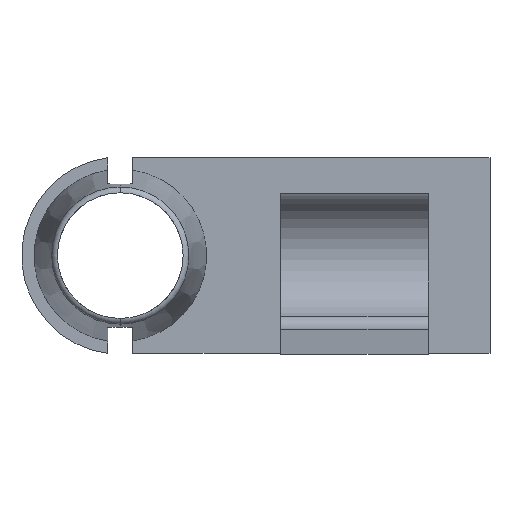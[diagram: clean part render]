
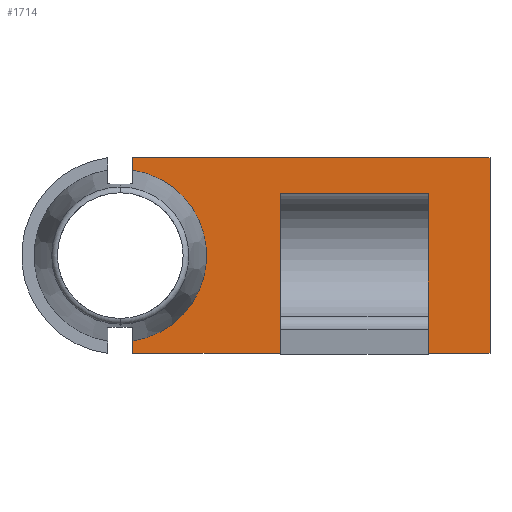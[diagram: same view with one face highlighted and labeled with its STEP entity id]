
A CAD part, front view. The second image highlights one B-rep face of the part: STEP entity #1714.
In plain terms, the highlighted planar face has unit normal (0, -1, 0).
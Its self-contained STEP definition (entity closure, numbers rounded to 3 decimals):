
#19 = ORIENTED_EDGE ( 'NONE', *, *, #1656, .F. ) ;
#20 = ORIENTED_EDGE ( 'NONE', *, *, #1627, .F. ) ;
#21 = ORIENTED_EDGE ( 'NONE', *, *, #1535, .T. ) ;
#22 = ORIENTED_EDGE ( 'NONE', *, *, #1595, .T. ) ;
#24 = ORIENTED_EDGE ( 'NONE', *, *, #1598, .F. ) ;
#25 = ORIENTED_EDGE ( 'NONE', *, *, #1505, .T. ) ;
#26 = ORIENTED_EDGE ( 'NONE', *, *, #1682, .T. ) ;
#27 = ORIENTED_EDGE ( 'NONE', *, *, #1634, .T. ) ;
#28 = ORIENTED_EDGE ( 'NONE', *, *, #1618, .F. ) ;
#30 = ORIENTED_EDGE ( 'NONE', *, *, #1597, .T. ) ;
#103 = VECTOR ( 'NONE', #385, 1000. ) ;
#114 = AXIS2_PLACEMENT_3D ( 'NONE', #440, #444, #445 ) ;
#133 = VECTOR ( 'NONE', #495, 1000. ) ;
#186 = FACE_OUTER_BOUND ( 'NONE', #1374, .T. ) ;
#192 = AXIS2_PLACEMENT_3D ( 'NONE', #605, #606, #607 ) ;
#246 = VECTOR ( 'NONE', #804, 1000. ) ;
#325 = LINE ( 'NONE', #326, #1897 ) ;
#326 = CARTESIAN_POINT ( 'NONE',  ( 30., -2.5, -7.937 ) ) ;
#327 = DIRECTION ( 'NONE',  ( -1., 0., 0. ) ) ;
#355 = LINE ( 'NONE', #356, #1343 ) ;
#356 = CARTESIAN_POINT ( 'NONE',  ( 30., -2.5, 7.937 ) ) ;
#357 = DIRECTION ( 'NONE',  ( 0., 0., -1. ) ) ;
#383 = LINE ( 'NONE', #384, #103 ) ;
#384 = CARTESIAN_POINT ( 'NONE',  ( 30., -2.5, 7.937 ) ) ;
#385 = DIRECTION ( 'NONE',  ( -1., 0., 0. ) ) ;
#440 = CARTESIAN_POINT ( 'NONE',  ( 0., -2.5, 0. ) ) ;
#444 = DIRECTION ( 'NONE',  ( 0., -1., 0. ) ) ;
#445 = DIRECTION ( 'NONE',  ( 0., 0., -1. ) ) ;
#493 = LINE ( 'NONE', #494, #133 ) ;
#494 = CARTESIAN_POINT ( 'NONE',  ( 1., -2.5, 7.937 ) ) ;
#495 = DIRECTION ( 'NONE',  ( 0., 0., -1. ) ) ;
#604 = PLANE ( 'NONE',  #192 ) ;
#605 = CARTESIAN_POINT ( 'NONE',  ( 30., -2.5, 7.937 ) ) ;
#606 = DIRECTION ( 'NONE',  ( 0., 1., 0. ) ) ;
#607 = DIRECTION ( 'NONE',  ( 0., 0., 1. ) ) ;
#698 = CARTESIAN_POINT ( 'NONE',  ( 1., -2.5, 7.937 ) ) ;
#712 = CARTESIAN_POINT ( 'NONE',  ( 13., -2.5, -7.937 ) ) ;
#720 = CARTESIAN_POINT ( 'NONE',  ( 30., -2.5, 7.937 ) ) ;
#722 = CARTESIAN_POINT ( 'NONE',  ( 13., -2.5, 5.037 ) ) ;
#726 = CARTESIAN_POINT ( 'NONE',  ( 1., -2.5, 5.916 ) ) ;
#746 = CARTESIAN_POINT ( 'NONE',  ( 1., -2.5, -7.937 ) ) ;
#747 = CARTESIAN_POINT ( 'NONE',  ( 1., -2.5, -5.916 ) ) ;
#755 = CARTESIAN_POINT ( 'NONE',  ( 30., -2.5, -7.937 ) ) ;
#773 = CARTESIAN_POINT ( 'NONE',  ( 25., -2.5, -7.937 ) ) ;
#784 = CARTESIAN_POINT ( 'NONE',  ( 25., -2.5, 5.037 ) ) ;
#802 = LINE ( 'NONE', #803, #246 ) ;
#803 = CARTESIAN_POINT ( 'NONE',  ( 30., -2.5, 5.037 ) ) ;
#804 = DIRECTION ( 'NONE',  ( 1., 0., 0. ) ) ;
#1145 = LINE ( 'NONE', #1146, #1930 ) ;
#1146 = CARTESIAN_POINT ( 'NONE',  ( 1., -2.5, 7.937 ) ) ;
#1147 = DIRECTION ( 'NONE',  ( 0., 0., -1. ) ) ;
#1224 = VERTEX_POINT ( 'NONE', #698 ) ;
#1238 = VERTEX_POINT ( 'NONE', #712 ) ;
#1246 = VERTEX_POINT ( 'NONE', #720 ) ;
#1248 = VERTEX_POINT ( 'NONE', #722 ) ;
#1252 = VERTEX_POINT ( 'NONE', #726 ) ;
#1272 = VERTEX_POINT ( 'NONE', #746 ) ;
#1273 = VERTEX_POINT ( 'NONE', #747 ) ;
#1281 = VERTEX_POINT ( 'NONE', #755 ) ;
#1343 = VECTOR ( 'NONE', #357, 1000. ) ;
#1374 = EDGE_LOOP ( 'NONE', ( #25, #22, #28, #20, #27, #21, #19, #26, #24, #30 ) ) ;
#1414 = VERTEX_POINT ( 'NONE', #773 ) ;
#1425 = VERTEX_POINT ( 'NONE', #784 ) ;
#1505 = EDGE_CURVE ( 'NONE', #1248, #1425, #802, .T. ) ;
#1535 = EDGE_CURVE ( 'NONE', #1224, #1252, #1145, .T. ) ;
#1595 = EDGE_CURVE ( 'NONE', #1425, #1414, #1858, .T. ) ;
#1597 = EDGE_CURVE ( 'NONE', #1238, #1248, #1864, .T. ) ;
#1598 = EDGE_CURVE ( 'NONE', #1238, #1272, #1867, .T. ) ;
#1618 = EDGE_CURVE ( 'NONE', #1281, #1414, #325, .T. ) ;
#1627 = EDGE_CURVE ( 'NONE', #1246, #1281, #355, .T. ) ;
#1634 = EDGE_CURVE ( 'NONE', #1246, #1224, #383, .T. ) ;
#1656 = EDGE_CURVE ( 'NONE', #1273, #1252, #1659, .T. ) ;
#1659 = CIRCLE ( 'NONE', #114, 6. ) ;
#1682 = EDGE_CURVE ( 'NONE', #1273, #1272, #493, .T. ) ;
#1714 = ADVANCED_FACE ( 'NONE', ( #186 ), #604, .F. ) ;
#1858 = LINE ( 'NONE', #1859, #1905 ) ;
#1859 = CARTESIAN_POINT ( 'NONE',  ( 25., -2.5, 7.937 ) ) ;
#1860 = DIRECTION ( 'NONE',  ( 0., 0., -1. ) ) ;
#1864 = LINE ( 'NONE', #1865, #1906 ) ;
#1865 = CARTESIAN_POINT ( 'NONE',  ( 13., -2.5, 7.937 ) ) ;
#1866 = DIRECTION ( 'NONE',  ( 0., 0., 1. ) ) ;
#1867 = LINE ( 'NONE', #1868, #1908 ) ;
#1868 = CARTESIAN_POINT ( 'NONE',  ( 30., -2.5, -7.937 ) ) ;
#1869 = DIRECTION ( 'NONE',  ( -1., 0., 0. ) ) ;
#1897 = VECTOR ( 'NONE', #327, 1000. ) ;
#1905 = VECTOR ( 'NONE', #1860, 1000. ) ;
#1906 = VECTOR ( 'NONE', #1866, 1000. ) ;
#1908 = VECTOR ( 'NONE', #1869, 1000. ) ;
#1930 = VECTOR ( 'NONE', #1147, 1000. ) ;
